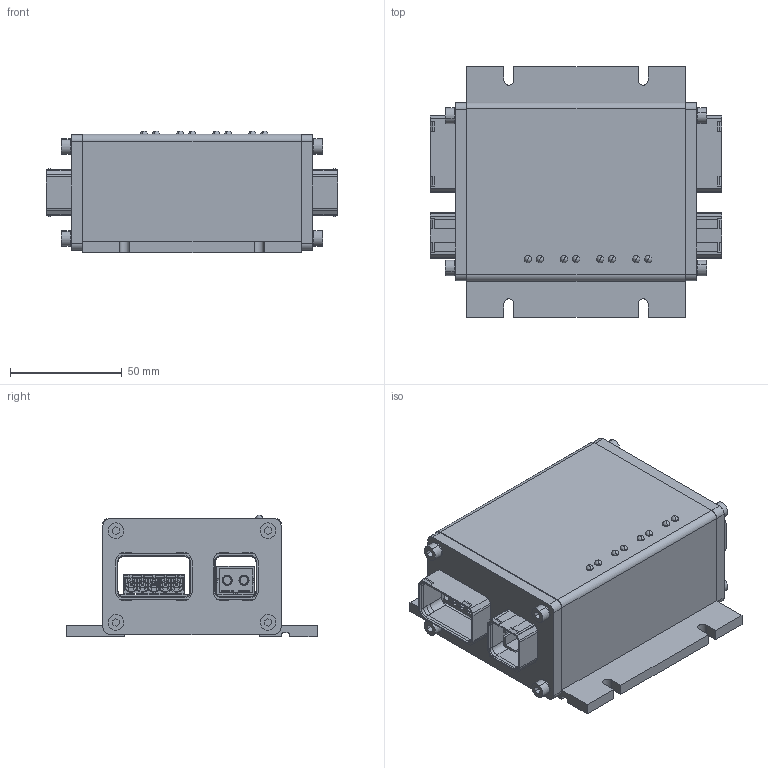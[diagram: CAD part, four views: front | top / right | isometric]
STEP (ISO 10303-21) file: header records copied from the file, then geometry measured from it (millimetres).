
FILE_DESCRIPTION(('CATIA V5 STEP Exchange','CAx-IF Rec.Pracs.--- Model Styling and Organization---1.4--- 2014-01-23'),'2;1');
FILE_NAME ('224526-2_1', '2019-09-16T07:30:11+00:00', ('none'), ('Weidmueller'), 'CATIA Version 5-6 Release 2016 SP3 HF44', 'CATIA V5 STEP AP214', 'none');
FILE_SCHEMA(('AUTOMOTIVE_DESIGN { 1 0 10303 214 1 1 1 1 }'));
Products named in the file (1): 2455360000
Bounding box: 130.4 x 112 x 54.5 mm (x, y, z)
Volume: 199113 mm3; surface area: 117496.4 mm2
Topology: 32 solids, 32 shells, 2440 faces, 6633 edges, 4261 vertices
Faces by surface type: plane 1400, cylinder 772, bspline 84, cone 82, sphere 42, torus 40, extrusion 20
Entity records: 80776 total; most frequent: CARTESIAN_POINT 22681, ORIENTED_EDGE 13154, DIRECTION 9752, EDGE_CURVE 6577, VECTOR 4348, LINE 4328, VERTEX_POINT 4261, AXIS2_PLACEMENT_3D 3325
